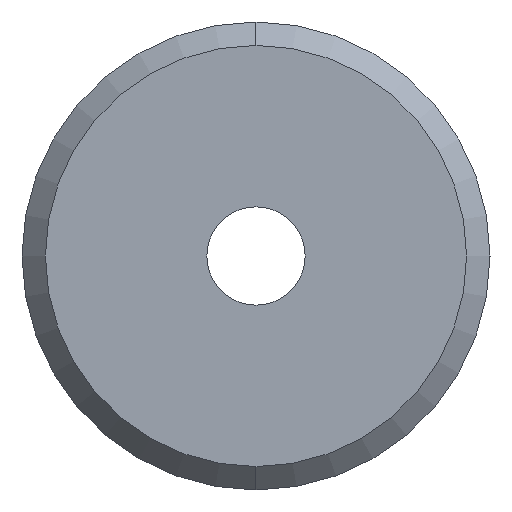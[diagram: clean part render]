
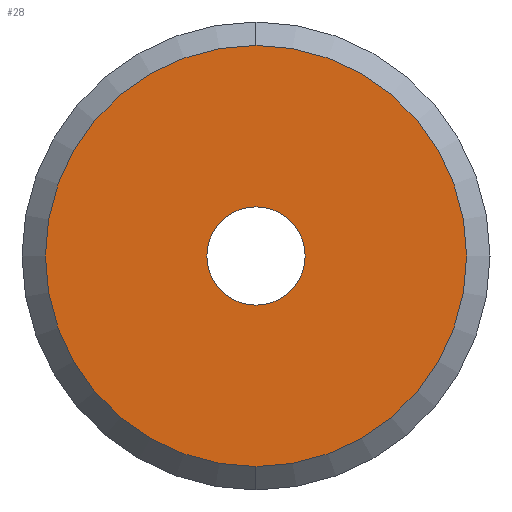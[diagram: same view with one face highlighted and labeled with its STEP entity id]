
A CAD part, left-side view. The second image highlights one B-rep face of the part: STEP entity #28.
In plain terms, the highlighted planar face has unit normal (-1, 0, 0).
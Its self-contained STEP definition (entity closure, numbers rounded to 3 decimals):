
#10 = CIRCLE ( 'NONE', #197, 2.1 ) ;
#12 = ORIENTED_EDGE ( 'NONE', *, *, #389, .F. ) ;
#13 = CARTESIAN_POINT ( 'NONE',  ( -170., 0., 0. ) ) ;
#14 = VERTEX_POINT ( 'NONE', #479 ) ;
#28 = ADVANCED_FACE ( 'NONE', ( #32, #182 ), #272, .F. ) ;
#31 = VERTEX_POINT ( 'NONE', #81 ) ;
#32 = FACE_BOUND ( 'NONE', #501, .T. ) ;
#33 = EDGE_CURVE ( 'NONE', #31, #542, #399, .T. ) ;
#40 = EDGE_LOOP ( 'NONE', ( #110, #313 ) ) ;
#49 = ORIENTED_EDGE ( 'NONE', *, *, #33, .F. ) ;
#81 = CARTESIAN_POINT ( 'NONE',  ( -170., 0., -2.1 ) ) ;
#110 = ORIENTED_EDGE ( 'NONE', *, *, #606, .T. ) ;
#111 = AXIS2_PLACEMENT_3D ( 'NONE', #13, #219, #258 ) ;
#147 = CARTESIAN_POINT ( 'NONE',  ( -170., 0., 0. ) ) ;
#153 = DIRECTION ( 'NONE',  ( 0., 0., 1. ) ) ;
#155 = AXIS2_PLACEMENT_3D ( 'NONE', #147, #156, #153 ) ;
#156 = DIRECTION ( 'NONE',  ( -1., 0., 0. ) ) ;
#182 = FACE_OUTER_BOUND ( 'NONE', #40, .T. ) ;
#197 = AXIS2_PLACEMENT_3D ( 'NONE', #211, #355, #618 ) ;
#211 = CARTESIAN_POINT ( 'NONE',  ( -170., 0., 0. ) ) ;
#219 = DIRECTION ( 'NONE',  ( -1., 0., 0. ) ) ;
#258 = DIRECTION ( 'NONE',  ( 0., 0., 1. ) ) ;
#272 = PLANE ( 'NONE',  #344 ) ;
#281 = CARTESIAN_POINT ( 'NONE',  ( -170., 2.1, 0. ) ) ;
#307 = DIRECTION ( 'NONE',  ( -1., 0., 0. ) ) ;
#313 = ORIENTED_EDGE ( 'NONE', *, *, #498, .T. ) ;
#344 = AXIS2_PLACEMENT_3D ( 'NONE', #281, #394, #520 ) ;
#348 = AXIS2_PLACEMENT_3D ( 'NONE', #485, #307, #414 ) ;
#355 = DIRECTION ( 'NONE',  ( -1., 0., 0. ) ) ;
#389 = EDGE_CURVE ( 'NONE', #542, #31, #10, .T. ) ;
#394 = DIRECTION ( 'NONE',  ( 1., 0., 0. ) ) ;
#399 = CIRCLE ( 'NONE', #348, 2.1 ) ;
#414 = DIRECTION ( 'NONE',  ( 0., 0., 1. ) ) ;
#440 = VERTEX_POINT ( 'NONE', #640 ) ;
#462 = CIRCLE ( 'NONE', #111, 9. ) ;
#479 = CARTESIAN_POINT ( 'NONE',  ( -170., 0., -9. ) ) ;
#485 = CARTESIAN_POINT ( 'NONE',  ( -170., 0., 0. ) ) ;
#498 = EDGE_CURVE ( 'NONE', #440, #14, #548, .T. ) ;
#501 = EDGE_LOOP ( 'NONE', ( #12, #49 ) ) ;
#520 = DIRECTION ( 'NONE',  ( 0., 0., -1. ) ) ;
#542 = VERTEX_POINT ( 'NONE', #621 ) ;
#548 = CIRCLE ( 'NONE', #155, 9. ) ;
#606 = EDGE_CURVE ( 'NONE', #14, #440, #462, .T. ) ;
#618 = DIRECTION ( 'NONE',  ( 0., 0., 1. ) ) ;
#621 = CARTESIAN_POINT ( 'NONE',  ( -170., 0., 2.1 ) ) ;
#640 = CARTESIAN_POINT ( 'NONE',  ( -170., 0., 9. ) ) ;
